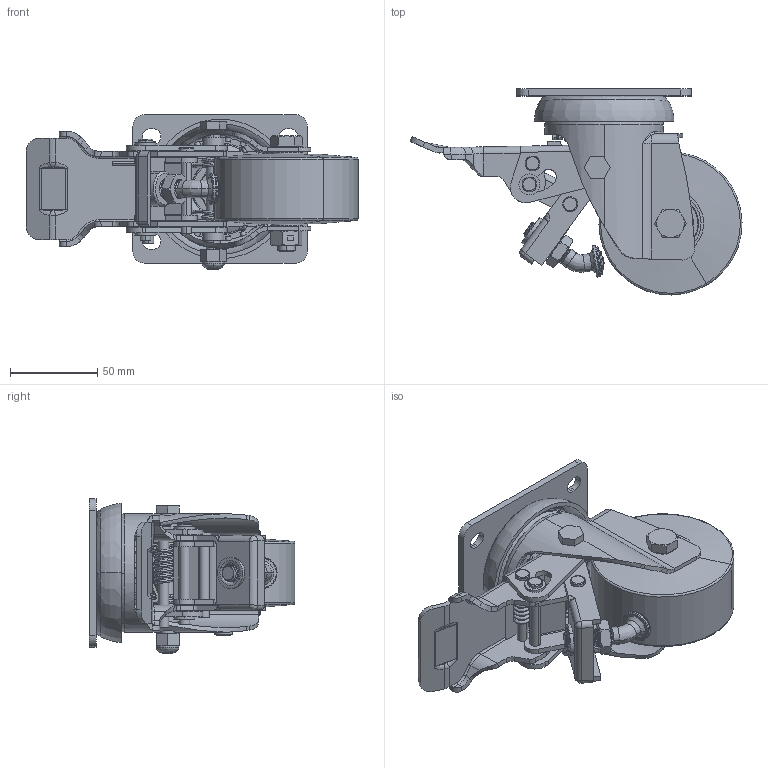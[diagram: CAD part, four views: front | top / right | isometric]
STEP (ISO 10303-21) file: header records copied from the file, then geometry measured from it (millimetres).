
FILE_DESCRIPTION (( 'STEP AP214' ), '1' );
FILE_NAME ('0047353.step', '2022-09-09T11:13:57', ( '' ), ( '' ), 'SwSTEP 2.0', 'SolidWorks 2020', '' );
FILE_SCHEMA (( 'AUTOMOTIVE_DESIGN' ));
Length unit declared in the file: millimetre
Products named in the file (1): 0047353
Bounding box: 190.28 x 118 x 88.5 mm (x, y, z)
Volume: 362522.8 mm3; surface area: 186019.6 mm2
Topology: 45 solids, 45 shells, 1289 faces, 3337 edges, 2149 vertices
Faces by surface type: cylinder 447, plane 362, bspline 335, cone 91, torus 54
Entity records: 92051 total; most frequent: CARTESIAN_POINT 48130, ORIENTED_EDGE 6650, DIRECTION 5228, EDGE_CURVE 3325, VERTEX_POINT 2149, AXIS2_PLACEMENT_3D 1994, EDGE_LOOP 1436, UNCERTAINTY_MEASURE_WITH_UNIT 1336
